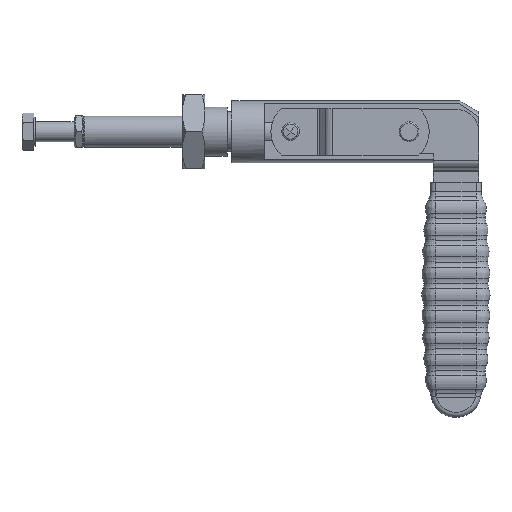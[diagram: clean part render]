
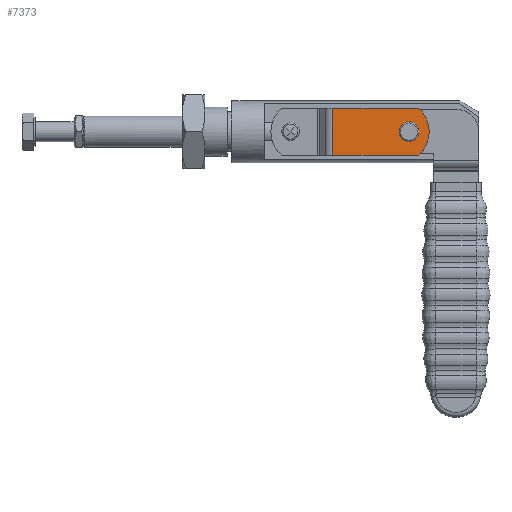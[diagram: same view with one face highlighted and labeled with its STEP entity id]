
A CAD part, top view. The second image highlights one B-rep face of the part: STEP entity #7373.
In plain terms, the highlighted planar face has unit normal (0, 0, 1).
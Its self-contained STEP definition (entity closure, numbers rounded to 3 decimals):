
#7329=AXIS2_PLACEMENT_3D('Circle Axis2P3D',#7327,#7328,$) ;
#7342=AXIS2_PLACEMENT_3D('Plane Axis2P3D',#7339,#7340,#7341) ;
#7357=AXIS2_PLACEMENT_3D('Circle Axis2P3D',#7355,#7356,$) ;
#7366=AXIS2_PLACEMENT_3D('Circle Axis2P3D',#7364,#7365,$) ;
#6346=CARTESIAN_POINT('Vertex',(95.633,-9.525,13.73)) ;
#6349=CARTESIAN_POINT('Line Origine',(78.221,-9.525,13.73)) ;
#6353=CARTESIAN_POINT('Vertex',(60.81,-9.525,13.73)) ;
#6449=CARTESIAN_POINT('Vertex',(60.81,9.525,13.73)) ;
#6452=CARTESIAN_POINT('Line Origine',(78.221,9.525,13.73)) ;
#6456=CARTESIAN_POINT('Vertex',(95.633,9.525,13.73)) ;
#7327=CARTESIAN_POINT('Axis2P3D Location',(87.233,0.,13.73)) ;
#7339=CARTESIAN_POINT('Axis2P3D Location',(67.283,0.,13.73)) ;
#7344=CARTESIAN_POINT('Line Origine',(60.81,0.,13.73)) ;
#7355=CARTESIAN_POINT('Axis2P3D Location',(91.75,0.,13.73)) ;
#7359=CARTESIAN_POINT('Vertex',(91.75,4.,13.73)) ;
#7361=CARTESIAN_POINT('Vertex',(91.75,-4.,13.73)) ;
#7364=CARTESIAN_POINT('Axis2P3D Location',(91.75,0.,13.73)) ;
#6350=DIRECTION('Vector Direction',(-1.,0.,0.)) ;
#6453=DIRECTION('Vector Direction',(1.,0.,0.)) ;
#7328=DIRECTION('Axis2P3D Direction',(0.,0.,1.)) ;
#7340=DIRECTION('Axis2P3D Direction',(0.,0.,1.)) ;
#7341=DIRECTION('Axis2P3D XDirection',(1.,0.,0.)) ;
#7345=DIRECTION('Vector Direction',(0.,-1.,0.)) ;
#7356=DIRECTION('Axis2P3D Direction',(0.,0.,1.)) ;
#7365=DIRECTION('Axis2P3D Direction',(0.,0.,1.)) ;
#6351=VECTOR('Line Direction',#6350,1.) ;
#6454=VECTOR('Line Direction',#6453,1.) ;
#7346=VECTOR('Line Direction',#7345,1.) ;
#7350=ORIENTED_EDGE('',*,*,#7348,.T.) ;
#7351=ORIENTED_EDGE('',*,*,#6355,.F.) ;
#7352=ORIENTED_EDGE('',*,*,#7331,.F.) ;
#7353=ORIENTED_EDGE('',*,*,#6458,.F.) ;
#7370=ORIENTED_EDGE('',*,*,#7363,.F.) ;
#7371=ORIENTED_EDGE('',*,*,#7368,.F.) ;
#7372=FACE_BOUND('',#7369,.T.) ;
#7373=ADVANCED_FACE('SCHUBSTANGENSPANNER_TS_P_600_357885',(#7354,#7372),#7343,.T.) ;
#7330=CIRCLE('generated circle',#7329,12.7) ;
#7358=CIRCLE('generated circle',#7357,4.) ;
#7367=CIRCLE('generated circle',#7366,4.) ;
#6355=EDGE_CURVE('',#6347,#6354,#6352,.T.) ;
#6458=EDGE_CURVE('',#6450,#6457,#6455,.T.) ;
#7331=EDGE_CURVE('',#6457,#6347,#7330,.F.) ;
#7348=EDGE_CURVE('',#6450,#6354,#7347,.T.) ;
#7363=EDGE_CURVE('',#7360,#7362,#7358,.T.) ;
#7368=EDGE_CURVE('',#7362,#7360,#7367,.T.) ;
#7349=EDGE_LOOP('',(#7350,#7351,#7352,#7353)) ;
#7369=EDGE_LOOP('',(#7370,#7371)) ;
#7354=FACE_OUTER_BOUND('',#7349,.T.) ;
#6352=LINE('Line',#6349,#6351) ;
#6455=LINE('Line',#6452,#6454) ;
#7347=LINE('Line',#7344,#7346) ;
#7343=PLANE('Plane',#7342) ;
#6347=VERTEX_POINT('',#6346) ;
#6354=VERTEX_POINT('',#6353) ;
#6450=VERTEX_POINT('',#6449) ;
#6457=VERTEX_POINT('',#6456) ;
#7360=VERTEX_POINT('',#7359) ;
#7362=VERTEX_POINT('',#7361) ;
